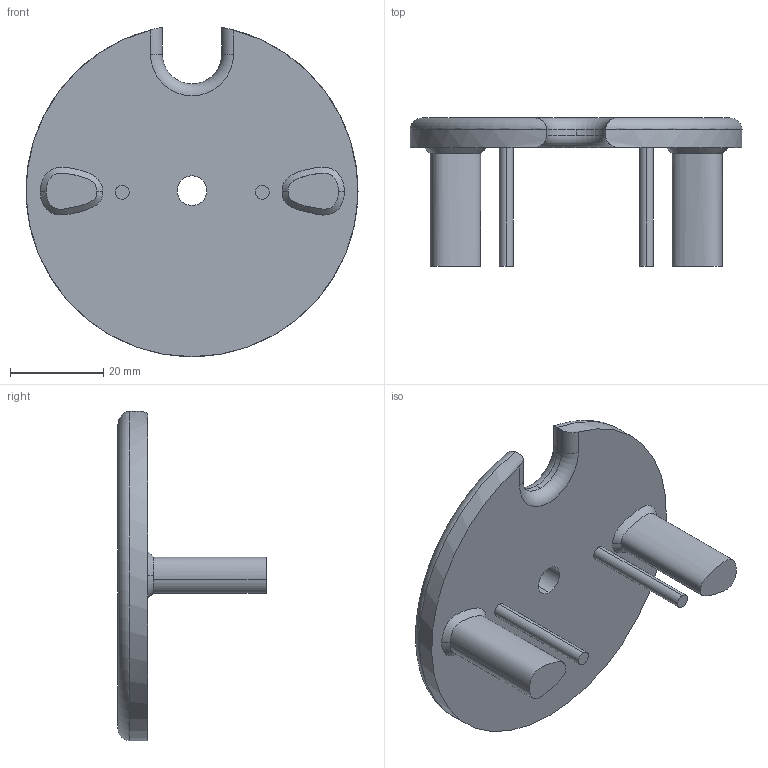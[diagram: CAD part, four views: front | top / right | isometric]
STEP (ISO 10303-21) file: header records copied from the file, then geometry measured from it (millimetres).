
FILE_DESCRIPTION (( 'STEP AP203' ), '1' );
FILE_NAME ('Forward Bulkhead v4.STEP', '2025-11-05T02:05:50', ( '' ), ( '' ), 'SwSTEP 2.0', 'SolidWorks 2025', '' );
FILE_SCHEMA (( 'CONFIG_CONTROL_DESIGN' ));
Length unit declared in the file: inch
Products named in the file (1): Forward Bulkhead v4
Bounding box: 71.12 x 31.75 x 70.55 mm (x, y, z)
Volume: 27569.3 mm3; surface area: 10917.7 mm2
Topology: 1 solids, 1 shells, 33 faces, 73 edges, 46 vertices
Faces by surface type: cylinder 14, bspline 8, plane 8, torus 3
Entity records: 3744 total; most frequent: CARTESIAN_POINT 2972, ORIENTED_EDGE 146, DIRECTION 130, EDGE_CURVE 73, AXIS2_PLACEMENT_3D 53, VERTEX_POINT 46, EDGE_LOOP 39, FACE_OUTER_BOUND 33
